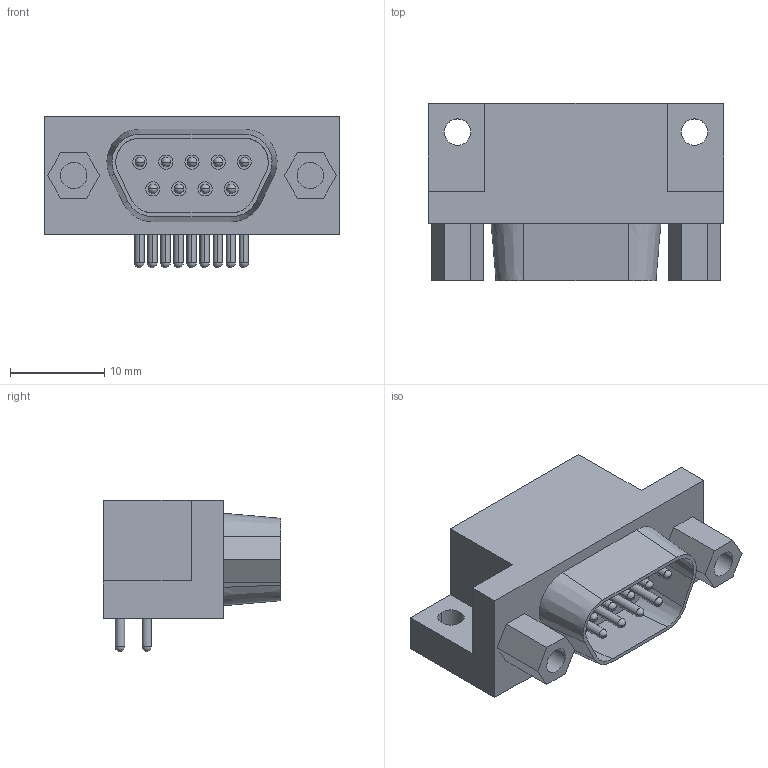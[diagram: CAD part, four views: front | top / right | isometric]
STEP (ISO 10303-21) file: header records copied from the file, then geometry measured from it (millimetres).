
FILE_DESCRIPTION(('FreeCAD Model'),'2;1');
FILE_NAME('C20384ED-3F14-4E5B-A456-AF4365F0EC5C.step','2017-02-19T12:44:58',('kicad StepUp'),('ksu MCAD'), 'Open CASCADE STEP processor 6.8','FreeCAD','Unknown');
FILE_SCHEMA(('AUTOMOTIVE_DESIGN_CC2 { 1 2 10303 214 -1 1 5 4 }'));
Length unit declared in the file: millimetre
Products named in the file (2): ASSEMBLY; C20384ED-3F14-4E5B-A456-AF4365F0EC5C
Assembly tree (1 placements, depth 2):
  ASSEMBLY
    C20384ED-3F14-4E5B-A456-AF4365F0EC5C
Bounding box: 31.31 x 18.8 x 16.05 mm (x, y, z)
Volume: 4352 mm3; surface area: 3132.3 mm2
Topology: 1 solids, 1 shells, 161 faces, 423 edges, 273 vertices
Faces by surface type: cylinder 71, plane 54, sphere 27, cone 9
Entity records: 6094 total; most frequent: DIRECTION 918, CARTESIAN_POINT 886, ORIENTED_EDGE 792, EDGE_CURVE 396, AXIS2_PLACEMENT_3D 368, VERTEX_POINT 273, CIRCLE 205, FACE_BOUND 201
